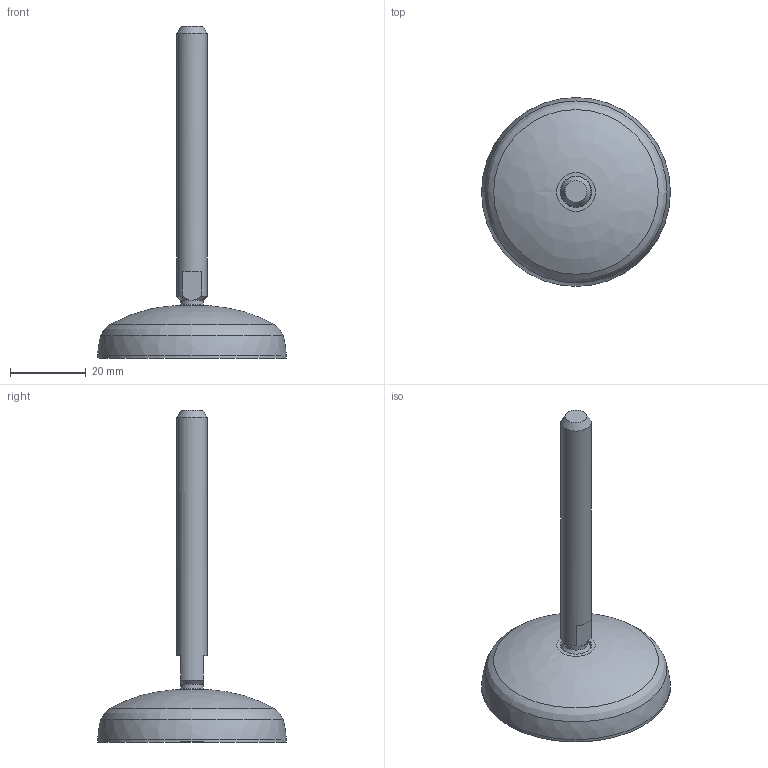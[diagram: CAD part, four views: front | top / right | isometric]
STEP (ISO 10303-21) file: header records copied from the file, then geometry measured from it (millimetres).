
FILE_DESCRIPTION(('STEP AP203'),'2;1');
FILE_NAME('16.007.00.stp','2011-03-21T15:55:31',(''),(''),'2009.3.110','THINKDESIGN','');
FILE_SCHEMA(('CONFIG_CONTROL_DESIGN'));
Length unit declared in the file: millimetre
Bounding box: 49.98 x 49.98 x 87.87 mm (x, y, z)
Volume: 20962.7 mm3; surface area: 7708.4 mm2
Topology: 2 solids, 2 shells, 24 faces, 63 edges, 44 vertices
Faces by surface type: bspline 10, plane 9, cylinder 5
Full cylindrical faces by diameter (mm): 6 x1, 8 x1, 8.3 x1, 14.993 x1, 42.3 x1
Entity records: 1136 total; most frequent: CARTESIAN_POINT 461, DIRECTION 125, ORIENTED_EDGE 122, EDGE_CURVE 61, AXIS2_PLACEMENT_3D 58, VERTEX_POINT 44, CIRCLE 44, EDGE_LOOP 27
